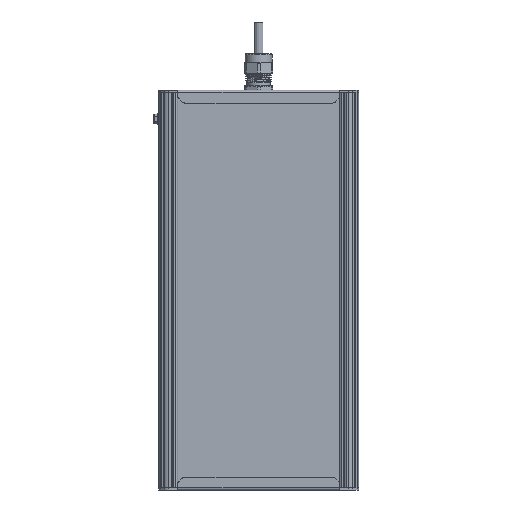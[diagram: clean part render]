
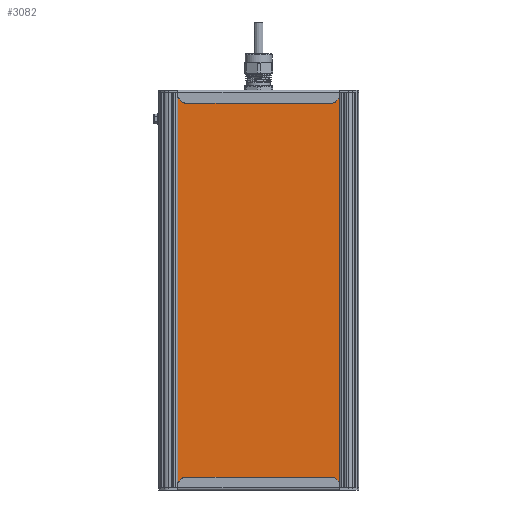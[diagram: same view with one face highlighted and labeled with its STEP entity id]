
A CAD part, front view. The second image highlights one B-rep face of the part: STEP entity #3082.
In plain terms, the highlighted face is planar.
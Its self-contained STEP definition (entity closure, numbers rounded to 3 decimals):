
#3082=ADVANCED_FACE('',(#7218),#7220,.T.);
#7218=FACE_BOUND('',#7219,.T.);
#7219=EDGE_LOOP('',(#35766,#35767,#35768,#35769));
#7220=PLANE('',#7221);
#7221=AXIS2_PLACEMENT_3D('',#7222,#7223,#7224);
#7222=CARTESIAN_POINT('',(2111.497,401.002,-34.582));
#7223=DIRECTION('',(0.,0.,-1.));
#7224=DIRECTION('',(0.,1.,0.));
#35766=ORIENTED_EDGE('',*,*,#40208,.F.);
#35767=ORIENTED_EDGE('',*,*,#40216,.F.);
#35768=ORIENTED_EDGE('',*,*,#40213,.T.);
#35769=ORIENTED_EDGE('',*,*,#40217,.F.);
#40208=EDGE_CURVE('',#43872,#43874,#43875,.T.);
#40213=EDGE_CURVE('',#43882,#43883,#43884,.T.);
#40216=EDGE_CURVE('',#43882,#43872,#43887,.T.);
#40217=EDGE_CURVE('',#43874,#43883,#43888,.T.);
#43872=VERTEX_POINT('',#51886);
#43874=VERTEX_POINT('',#51890);
#43875=LINE('',#51891,#51892);
#43882=VERTEX_POINT('',#51908);
#43883=VERTEX_POINT('',#51909);
#43884=LINE('',#51910,#51911);
#43887=LINE('',#51919,#51920);
#43888=LINE('',#51922,#51923);
#51886=CARTESIAN_POINT('',(2111.497,401.002,-34.582));
#51890=CARTESIAN_POINT('',(2482.497,401.002,-34.582));
#51891=CARTESIAN_POINT('',(2111.497,401.002,-34.582));
#51892=VECTOR('',#51893,1.);
#51893=DIRECTION('',(1.,0.,0.));
#51908=CARTESIAN_POINT('',(2111.497,565.13,-34.582));
#51909=CARTESIAN_POINT('',(2482.497,565.13,-34.582));
#51910=CARTESIAN_POINT('',(2111.497,565.13,-34.582));
#51911=VECTOR('',#51912,1.);
#51912=DIRECTION('',(1.,0.,0.));
#51919=CARTESIAN_POINT('',(2111.497,565.13,-34.582));
#51920=VECTOR('',#51921,1.);
#51921=DIRECTION('',(0.,-1.,0.));
#51922=CARTESIAN_POINT('',(2482.497,401.002,-34.582));
#51923=VECTOR('',#51924,1.);
#51924=DIRECTION('',(0.,1.,0.));
